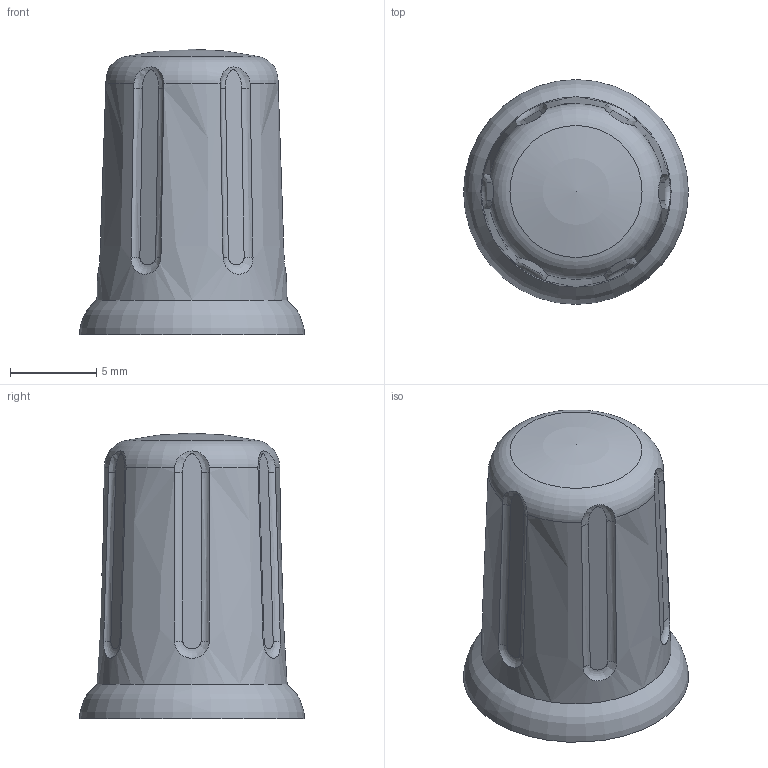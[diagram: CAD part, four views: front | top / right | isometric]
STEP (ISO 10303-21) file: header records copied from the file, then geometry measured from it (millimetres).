
FILE_DESCRIPTION((' '),'2;1');
FILE_NAME( 'Small Soft Encoder (D-shaft 10mm) - Sifam Plastic Knob.stp', '2022-08-30T20:45:24', (' '), ('--- Datakit www.datakit.com---'), ' Datakit CrossCadWare V2022.3 Jun 15 2022', 'DATAKIT 2022 (c)', ' ');
FILE_SCHEMA(('AP242_MANAGED_MODEL_BASED_3D_ENGINEERING_MIM_LF { 1 0 10303 442 1 1 4 }'));
Length unit declared in the file: millimetre
Products named in the file (1): Small Soft Encoder (D-shaft 10mm) - Sifam Plastic Knob
Bounding box: 13 x 13 x 16.5 mm (x, y, z)
Volume: 1044.9 mm3; surface area: 1007.7 mm2
Topology: 1 solids, 1 shells, 40 faces, 110 edges, 73 vertices
Faces by surface type: bspline 24, plane 10, torus 2, cylinder 2, sphere 1, cone 1
Full cylindrical faces by diameter (mm): 10.396 x1
Entity records: 6915 total; most frequent: CARTESIAN_POINT 6111, ORIENTED_EDGE 202, EDGE_CURVE 101, DIRECTION 88, B_SPLINE_CURVE_WITH_KNOTS 72, VERTEX_POINT 69, EDGE_LOOP 46, AXIS2_PLACEMENT_3D 42
